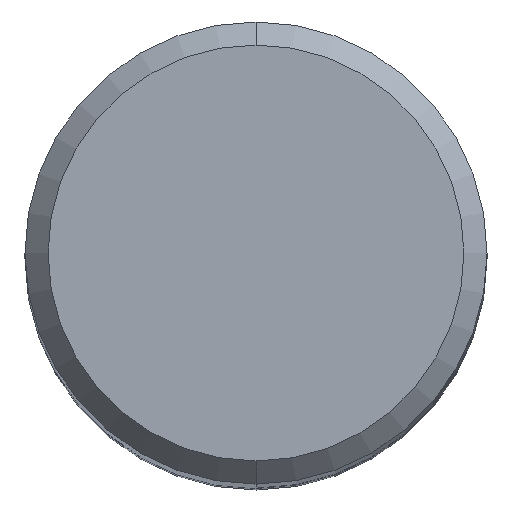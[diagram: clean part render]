
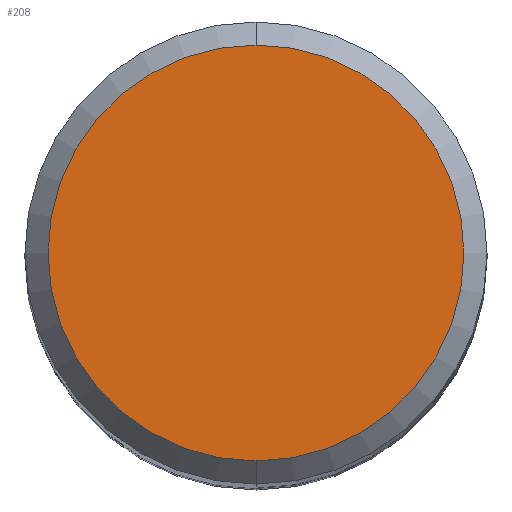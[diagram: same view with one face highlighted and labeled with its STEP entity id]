
A CAD part, top view. The second image highlights one B-rep face of the part: STEP entity #208.
In plain terms, the highlighted planar face has unit normal (0, 0, 1).
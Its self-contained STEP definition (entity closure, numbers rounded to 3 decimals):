
#108=VERTEX_POINT('',#248);
#116=VERTEX_POINT('',#256);
#166=EDGE_CURVE('',#108,#116,#314,.T.);
#170=EDGE_CURVE('',#116,#108,#318,.T.);
#208=ADVANCED_FACE('',(#360),#361,.T.);
#248=CARTESIAN_POINT('',(0.0,9.0,0.01));
#256=CARTESIAN_POINT('',(0.,-9.0,0.01));
#314=CIRCLE('',#479,9.0);
#318=CIRCLE('',#484,9.0);
#360=FACE_OUTER_BOUND('',#537,.T.);
#361=PLANE('',#538);
#479=AXIS2_PLACEMENT_3D('',#656,#657,#658);
#484=AXIS2_PLACEMENT_3D('',#659,#660,#661);
#537=EDGE_LOOP('',(#711,#712));
#538=AXIS2_PLACEMENT_3D('',#713,#714,#715);
#656=CARTESIAN_POINT('',(0.0,0.0,0.01));
#657=DIRECTION('',(0.0,0.0,-1.0));
#658=DIRECTION('',(0.0,1.0,0.0));
#659=CARTESIAN_POINT('',(0.0,0.0,0.01));
#660=DIRECTION('',(0.0,0.0,-1.0));
#661=DIRECTION('',(0.0,1.0,0.0));
#711=ORIENTED_EDGE('',*,*,#166,.F.);
#712=ORIENTED_EDGE('',*,*,#170,.F.);
#713=CARTESIAN_POINT('',(0.0,4.5,0.01));
#714=DIRECTION('',(-0.0,0.0,1.0));
#715=DIRECTION('',(0.0,-1.0,0.0));
